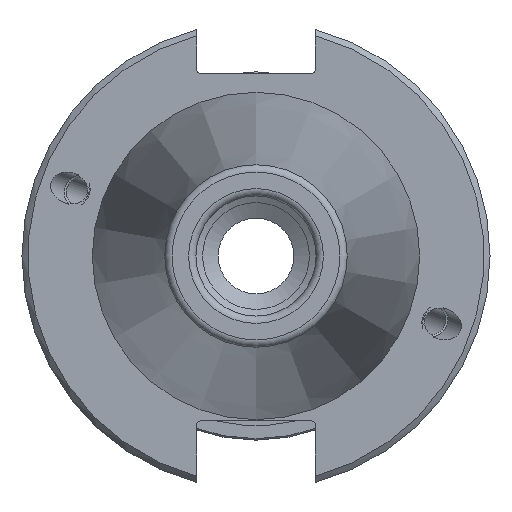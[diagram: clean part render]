
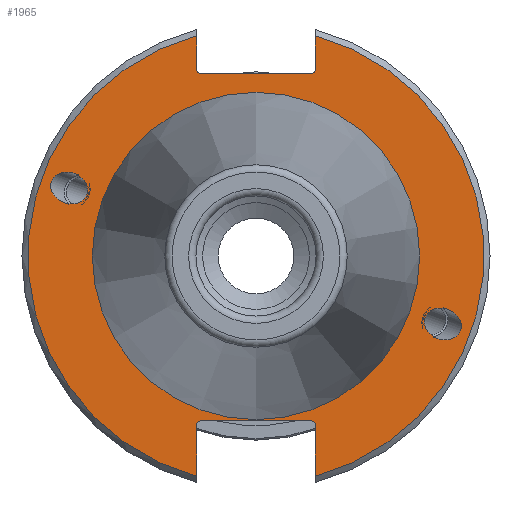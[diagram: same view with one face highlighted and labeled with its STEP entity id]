
A CAD part, left-side view. The second image highlights one B-rep face of the part: STEP entity #1965.
In plain terms, the highlighted planar face has unit normal (-1, 0, 0).
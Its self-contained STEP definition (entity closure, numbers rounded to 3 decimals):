
#753=CARTESIAN_POINT('',(3.2,-22.858,-8.958));
#754=VERTEX_POINT('',#753);
#755=CARTESIAN_POINT('',(3.2,-25.372,-9.235));
#756=DIRECTION('',(1.0,0.,0.));
#757=DIRECTION('',(0.,0.94,0.342));
#758=AXIS2_PLACEMENT_3D('',#755,#756,#757);
#759=ELLIPSE('',#758,2.564,2.1);
#760=EDGE_CURVE('',#754,#754,#759,.T.);
#867=CARTESIAN_POINT('',(3.2,22.858,8.958));
#868=VERTEX_POINT('',#867);
#869=CARTESIAN_POINT('',(3.2,25.372,9.235));
#870=DIRECTION('',(1.0,0.,0.));
#871=DIRECTION('',(0.,0.94,0.342));
#872=AXIS2_PLACEMENT_3D('',#869,#870,#871);
#873=ELLIPSE('',#872,2.564,2.1);
#874=EDGE_CURVE('',#868,#868,#873,.T.);
#1098=CARTESIAN_POINT('',(3.2,0.0,22.225));
#1099=VERTEX_POINT('',#1098);
#1100=CARTESIAN_POINT('',(3.2,0.0,0.0));
#1101=DIRECTION('',(-1.0,0.0,0.0));
#1102=DIRECTION('',(0.0,0.0,1.0));
#1103=AXIS2_PLACEMENT_3D('',#1100,#1101,#1102);
#1104=CIRCLE('',#1103,22.225);
#1105=EDGE_CURVE('',#1099,#1099,#1104,.T.);
#1222=CARTESIAN_POINT('',(3.2,7.55,24.8));
#1223=VERTEX_POINT('',#1222);
#1224=CARTESIAN_POINT('',(3.2,-7.55,24.8));
#1225=VERTEX_POINT('',#1224);
#1226=CARTESIAN_POINT('',(3.2,7.55,24.8));
#1227=DIRECTION('',(0.0,-1.0,0.0));
#1228=VECTOR('',#1227,15.1);
#1229=LINE('',#1226,#1228);
#1230=EDGE_CURVE('',#1223,#1225,#1229,.T.);
#1375=CARTESIAN_POINT('',(3.2,-8.05,-29.911));
#1376=VERTEX_POINT('',#1375);
#1385=CARTESIAN_POINT('',(3.2,-8.05,29.911));
#1386=VERTEX_POINT('',#1385);
#1394=CARTESIAN_POINT('',(3.2,0.0,0.0));
#1395=DIRECTION('',(-1.0,0.0,0.0));
#1396=DIRECTION('',(0.0,0.0,-1.0));
#1397=AXIS2_PLACEMENT_3D('',#1394,#1395,#1396);
#1398=CIRCLE('',#1397,30.975);
#1399=EDGE_CURVE('',#1376,#1386,#1398,.T.);
#1866=CARTESIAN_POINT('',(3.2,22.225,0.0));
#1867=DIRECTION('',(1.0,0.0,0.0));
#1868=DIRECTION('',(0.0,0.0,-1.0));
#1869=AXIS2_PLACEMENT_3D('',#1866,#1867,#1868);
#1870=PLANE('',#1869);
#1871=CARTESIAN_POINT('',(3.2,-7.55,-22.4));
#1872=VERTEX_POINT('',#1871);
#1873=CARTESIAN_POINT('',(3.2,-8.05,-22.9));
#1874=VERTEX_POINT('',#1873);
#1875=CARTESIAN_POINT('',(3.2,-7.55,-22.9));
#1876=DIRECTION('',(1.0,0.0,0.0));
#1877=DIRECTION('',(0.0,0.0,-1.0));
#1878=AXIS2_PLACEMENT_3D('',#1875,#1876,#1877);
#1879=CIRCLE('',#1878,0.5);
#1880=EDGE_CURVE('',#1872,#1874,#1879,.T.);
#1881=ORIENTED_EDGE('',*,*,#1880,.T.);
#1882=CARTESIAN_POINT('',(3.2,-8.05,-22.9));
#1883=DIRECTION('',(0.0,0.0,-1.0));
#1884=VECTOR('',#1883,7.011);
#1885=LINE('',#1882,#1884);
#1886=EDGE_CURVE('',#1874,#1376,#1885,.T.);
#1887=ORIENTED_EDGE('',*,*,#1886,.T.);
#1888=ORIENTED_EDGE('',*,*,#1399,.T.);
#1889=CARTESIAN_POINT('',(3.2,-8.05,25.3));
#1890=VERTEX_POINT('',#1889);
#1891=CARTESIAN_POINT('',(3.2,-8.05,25.3));
#1892=DIRECTION('',(0.0,0.0,1.0));
#1893=VECTOR('',#1892,4.611);
#1894=LINE('',#1891,#1893);
#1895=EDGE_CURVE('',#1890,#1386,#1894,.T.);
#1896=ORIENTED_EDGE('',*,*,#1895,.F.);
#1897=CARTESIAN_POINT('',(3.2,-7.55,25.3));
#1898=DIRECTION('',(-1.0,0.0,0.0));
#1899=DIRECTION('',(0.0,0.0,-1.0));
#1900=AXIS2_PLACEMENT_3D('',#1897,#1898,#1899);
#1901=CIRCLE('',#1900,0.5);
#1902=EDGE_CURVE('',#1225,#1890,#1901,.T.);
#1903=ORIENTED_EDGE('',*,*,#1902,.F.);
#1904=ORIENTED_EDGE('',*,*,#1230,.F.);
#1905=CARTESIAN_POINT('',(3.2,8.05,25.3));
#1906=VERTEX_POINT('',#1905);
#1907=CARTESIAN_POINT('',(3.2,7.55,25.3));
#1908=DIRECTION('',(-1.0,0.0,0.0));
#1909=DIRECTION('',(0.0,0.0,-1.0));
#1910=AXIS2_PLACEMENT_3D('',#1907,#1908,#1909);
#1911=CIRCLE('',#1910,0.5);
#1912=EDGE_CURVE('',#1906,#1223,#1911,.T.);
#1913=ORIENTED_EDGE('',*,*,#1912,.F.);
#1914=CARTESIAN_POINT('',(3.2,8.05,29.911));
#1915=VERTEX_POINT('',#1914);
#1916=CARTESIAN_POINT('',(3.2,8.05,29.911));
#1917=DIRECTION('',(0.0,0.0,-1.0));
#1918=VECTOR('',#1917,4.611);
#1919=LINE('',#1916,#1918);
#1920=EDGE_CURVE('',#1915,#1906,#1919,.T.);
#1921=ORIENTED_EDGE('',*,*,#1920,.F.);
#1922=CARTESIAN_POINT('',(3.2,8.05,-29.911));
#1923=VERTEX_POINT('',#1922);
#1924=CARTESIAN_POINT('',(3.2,0.0,0.0));
#1925=DIRECTION('',(-1.0,0.0,0.0));
#1926=DIRECTION('',(0.0,0.0,-1.0));
#1927=AXIS2_PLACEMENT_3D('',#1924,#1925,#1926);
#1928=CIRCLE('',#1927,30.975);
#1929=EDGE_CURVE('',#1915,#1923,#1928,.T.);
#1930=ORIENTED_EDGE('',*,*,#1929,.T.);
#1931=CARTESIAN_POINT('',(3.2,8.05,-22.9));
#1932=VERTEX_POINT('',#1931);
#1933=CARTESIAN_POINT('',(3.2,8.05,-29.911));
#1934=DIRECTION('',(0.0,0.0,1.0));
#1935=VECTOR('',#1934,7.011);
#1936=LINE('',#1933,#1935);
#1937=EDGE_CURVE('',#1923,#1932,#1936,.T.);
#1938=ORIENTED_EDGE('',*,*,#1937,.T.);
#1939=CARTESIAN_POINT('',(3.2,7.55,-22.4));
#1940=VERTEX_POINT('',#1939);
#1941=CARTESIAN_POINT('',(3.2,7.55,-22.9));
#1942=DIRECTION('',(1.0,0.0,0.0));
#1943=DIRECTION('',(0.0,0.0,-1.0));
#1944=AXIS2_PLACEMENT_3D('',#1941,#1942,#1943);
#1945=CIRCLE('',#1944,0.5);
#1946=EDGE_CURVE('',#1932,#1940,#1945,.T.);
#1947=ORIENTED_EDGE('',*,*,#1946,.T.);
#1948=CARTESIAN_POINT('',(3.2,7.55,-22.4));
#1949=DIRECTION('',(0.0,-1.0,0.0));
#1950=VECTOR('',#1949,15.1);
#1951=LINE('',#1948,#1950);
#1952=EDGE_CURVE('',#1940,#1872,#1951,.T.);
#1953=ORIENTED_EDGE('',*,*,#1952,.T.);
#1954=EDGE_LOOP('',(#1881,#1887,#1888,#1896,#1903,#1904,#1913,#1921,#1930,#1938,#1947,#1953));
#1955=FACE_OUTER_BOUND('',#1954,.T.);
#1956=ORIENTED_EDGE('',*,*,#874,.T.);
#1957=EDGE_LOOP('',(#1956));
#1958=FACE_BOUND('',#1957,.T.);
#1959=ORIENTED_EDGE('',*,*,#1105,.F.);
#1960=EDGE_LOOP('',(#1959));
#1961=FACE_BOUND('',#1960,.T.);
#1962=ORIENTED_EDGE('',*,*,#760,.T.);
#1963=EDGE_LOOP('',(#1962));
#1964=FACE_BOUND('',#1963,.T.);
#1965=ADVANCED_FACE('',(#1955,#1958,#1961,#1964),#1870,.F.);
